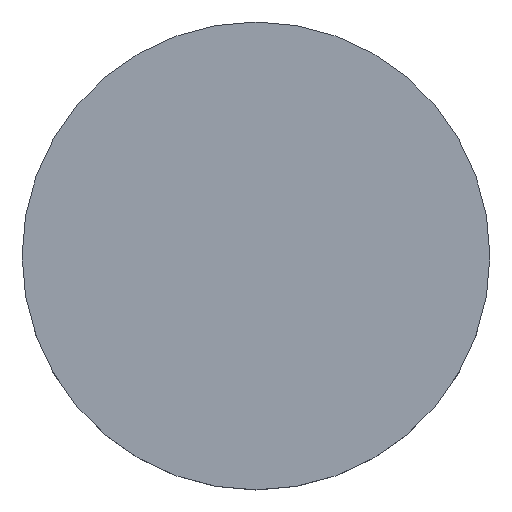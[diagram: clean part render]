
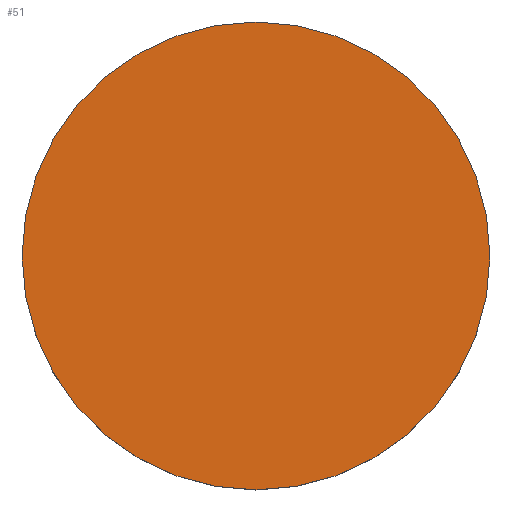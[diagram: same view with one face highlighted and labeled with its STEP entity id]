
A CAD part, top view. The second image highlights one B-rep face of the part: STEP entity #51.
In plain terms, the highlighted planar face has unit normal (0, 0, 1).
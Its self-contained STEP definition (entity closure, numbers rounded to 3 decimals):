
#4 = CARTESIAN_POINT ( 'NONE',  ( 46.807, 30.782, 2.3 ) ) ;
#8 = DIRECTION ( 'NONE',  ( 1., 0., 0. ) ) ;
#15 = VERTEX_POINT ( 'NONE', #4 ) ;
#19 = DIRECTION ( 'NONE',  ( 1., 0., 0. ) ) ;
#25 = AXIS2_PLACEMENT_3D ( 'NONE', #116, #55, #19 ) ;
#32 = PLANE ( 'NONE',  #133 ) ;
#36 = AXIS2_PLACEMENT_3D ( 'NONE', #92, #57, #97 ) ;
#37 = EDGE_CURVE ( 'NONE', #15, #119, #44, .T. ) ;
#44 = CIRCLE ( 'NONE', #36, 7.5 ) ;
#51 = ADVANCED_FACE ( 'NONE', ( #117 ), #32, .T. ) ;
#55 = DIRECTION ( 'NONE',  ( 0., 0., 1. ) ) ;
#57 = DIRECTION ( 'NONE',  ( 0., 0., 1. ) ) ;
#71 = EDGE_LOOP ( 'NONE', ( #103, #91 ) ) ;
#82 = CARTESIAN_POINT ( 'NONE',  ( 54.307, 30.782, 2.3 ) ) ;
#85 = EDGE_CURVE ( 'NONE', #119, #15, #138, .T. ) ;
#86 = DIRECTION ( 'NONE',  ( 0., 0., 1. ) ) ;
#91 = ORIENTED_EDGE ( 'NONE', *, *, #85, .T. ) ;
#92 = CARTESIAN_POINT ( 'NONE',  ( 54.307, 30.782, 2.3 ) ) ;
#97 = DIRECTION ( 'NONE',  ( 1., 0., 0. ) ) ;
#103 = ORIENTED_EDGE ( 'NONE', *, *, #37, .T. ) ;
#116 = CARTESIAN_POINT ( 'NONE',  ( 54.307, 30.782, 2.3 ) ) ;
#117 = FACE_OUTER_BOUND ( 'NONE', #71, .T. ) ;
#119 = VERTEX_POINT ( 'NONE', #137 ) ;
#133 = AXIS2_PLACEMENT_3D ( 'NONE', #82, #86, #8 ) ;
#137 = CARTESIAN_POINT ( 'NONE',  ( 61.807, 30.782, 2.3 ) ) ;
#138 = CIRCLE ( 'NONE', #25, 7.5 ) ;
